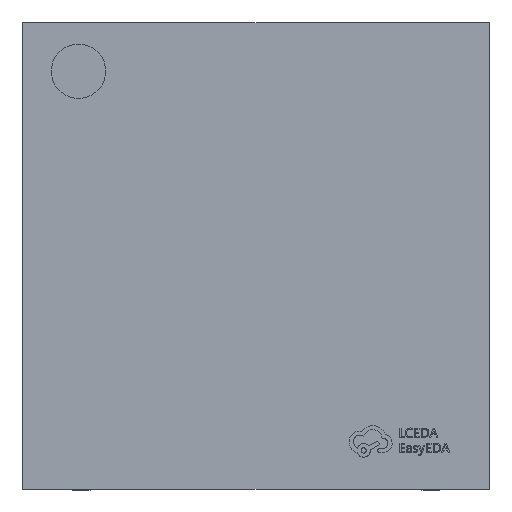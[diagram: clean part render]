
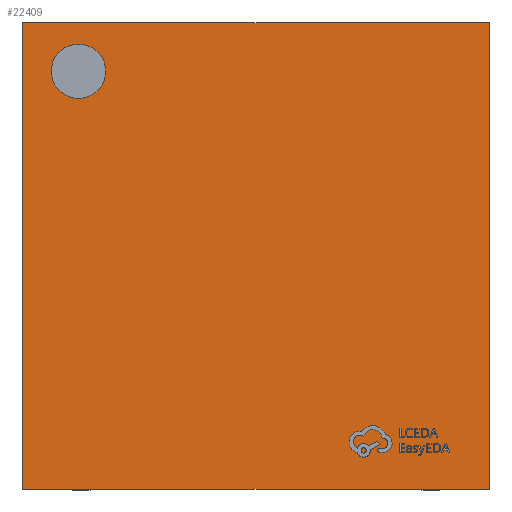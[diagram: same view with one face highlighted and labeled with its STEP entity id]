
A CAD part, top view. The second image highlights one B-rep face of the part: STEP entity #22409.
In plain terms, the highlighted planar face has unit normal (0, 0, 1).
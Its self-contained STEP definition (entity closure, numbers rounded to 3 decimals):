
#1190 = DIRECTION ( 'NONE',  ( 1., 0., 0. ) ) ;
#1402 = CARTESIAN_POINT ( 'NONE',  ( -2.633, 2.376, 0.72 ) ) ;
#1791 = CARTESIAN_POINT ( 'NONE',  ( -3., 3., 0.72 ) ) ;
#2041 = DIRECTION ( 'NONE',  ( -1., 0., 0. ) ) ;
#2353 = EDGE_CURVE ( 'NONE', #12122, #2964, #8376, .T. ) ;
#2964 = VERTEX_POINT ( 'NONE', #20070 ) ;
#3880 = ORIENTED_EDGE ( 'NONE', *, *, #20347, .T. ) ;
#4400 = CARTESIAN_POINT ( 'NONE',  ( -3., 3., 0.72 ) ) ;
#4863 = CARTESIAN_POINT ( 'NONE',  ( -2.283, 2.376, 0.72 ) ) ;
#5481 = ORIENTED_EDGE ( 'NONE', *, *, #2353, .F. ) ;
#5541 = CARTESIAN_POINT ( 'NONE',  ( -2.283, 2.376, 0.72 ) ) ;
#5718 = AXIS2_PLACEMENT_3D ( 'NONE', #4863, #11159, #24572 ) ;
#5813 = AXIS2_PLACEMENT_3D ( 'NONE', #11787, #9308, #1190 ) ;
#7027 = CARTESIAN_POINT ( 'NONE',  ( 3., 3., 0.72 ) ) ;
#7508 = VERTEX_POINT ( 'NONE', #15535 ) ;
#8376 = CIRCLE ( 'NONE', #5718, 0.349 ) ;
#8885 = CIRCLE ( 'NONE', #19548, 0.349 ) ;
#9308 = DIRECTION ( 'NONE',  ( 0., 0., 1. ) ) ;
#9531 = LINE ( 'NONE', #7027, #21696 ) ;
#10090 = CARTESIAN_POINT ( 'NONE',  ( -3., 3., 0.72 ) ) ;
#10592 = ORIENTED_EDGE ( 'NONE', *, *, #12632, .T. ) ;
#10637 = EDGE_CURVE ( 'NONE', #26261, #18021, #21122, .T. ) ;
#11091 = VECTOR ( 'NONE', #2041, 1000. ) ;
#11159 = DIRECTION ( 'NONE',  ( 0., 0., 1. ) ) ;
#11752 = LINE ( 'NONE', #10090, #17655 ) ;
#11787 = CARTESIAN_POINT ( 'NONE',  ( 0., 0., 0.72 ) ) ;
#12122 = VERTEX_POINT ( 'NONE', #1402 ) ;
#12632 = EDGE_CURVE ( 'NONE', #7508, #26261, #9531, .T. ) ;
#13682 = VERTEX_POINT ( 'NONE', #14873 ) ;
#13781 = LINE ( 'NONE', #22352, #17397 ) ;
#14069 = DIRECTION ( 'NONE',  ( 0., 0., 1. ) ) ;
#14420 = DIRECTION ( 'NONE',  ( 0., -1., 0. ) ) ;
#14539 = ORIENTED_EDGE ( 'NONE', *, *, #22446, .T. ) ;
#14691 = EDGE_LOOP ( 'NONE', ( #10592, #19256, #3880, #14539 ) ) ;
#14873 = CARTESIAN_POINT ( 'NONE',  ( -3., -3., 0.72 ) ) ;
#15535 = CARTESIAN_POINT ( 'NONE',  ( 3., -3., 0.72 ) ) ;
#16128 = DIRECTION ( 'NONE',  ( 1., 0., 0. ) ) ;
#17397 = VECTOR ( 'NONE', #16128, 1000. ) ;
#17655 = VECTOR ( 'NONE', #14420, 1000. ) ;
#17791 = PLANE ( 'NONE',  #5813 ) ;
#17836 = ORIENTED_EDGE ( 'NONE', *, *, #21384, .F. ) ;
#18021 = VERTEX_POINT ( 'NONE', #4400 ) ;
#18154 = DIRECTION ( 'NONE',  ( 0., 1., 0. ) ) ;
#18195 = FACE_OUTER_BOUND ( 'NONE', #14691, .T. ) ;
#19256 = ORIENTED_EDGE ( 'NONE', *, *, #10637, .T. ) ;
#19548 = AXIS2_PLACEMENT_3D ( 'NONE', #5541, #14069, #22517 ) ;
#20070 = CARTESIAN_POINT ( 'NONE',  ( -1.934, 2.376, 0.72 ) ) ;
#20347 = EDGE_CURVE ( 'NONE', #18021, #13682, #11752, .T. ) ;
#20676 = CARTESIAN_POINT ( 'NONE',  ( 3., 3., 0.72 ) ) ;
#21122 = LINE ( 'NONE', #1791, #11091 ) ;
#21384 = EDGE_CURVE ( 'NONE', #2964, #12122, #8885, .T. ) ;
#21696 = VECTOR ( 'NONE', #18154, 1000. ) ;
#22352 = CARTESIAN_POINT ( 'NONE',  ( -3., -3., 0.72 ) ) ;
#22409 = ADVANCED_FACE ( 'NONE', ( #26822, #18195 ), #17791, .T. ) ;
#22446 = EDGE_CURVE ( 'NONE', #13682, #7508, #13781, .T. ) ;
#22517 = DIRECTION ( 'NONE',  ( 1., 0., 0. ) ) ;
#24123 = EDGE_LOOP ( 'NONE', ( #17836, #5481 ) ) ;
#24572 = DIRECTION ( 'NONE',  ( 1., 0., 0. ) ) ;
#26261 = VERTEX_POINT ( 'NONE', #20676 ) ;
#26822 = FACE_BOUND ( 'NONE', #24123, .T. ) ;
